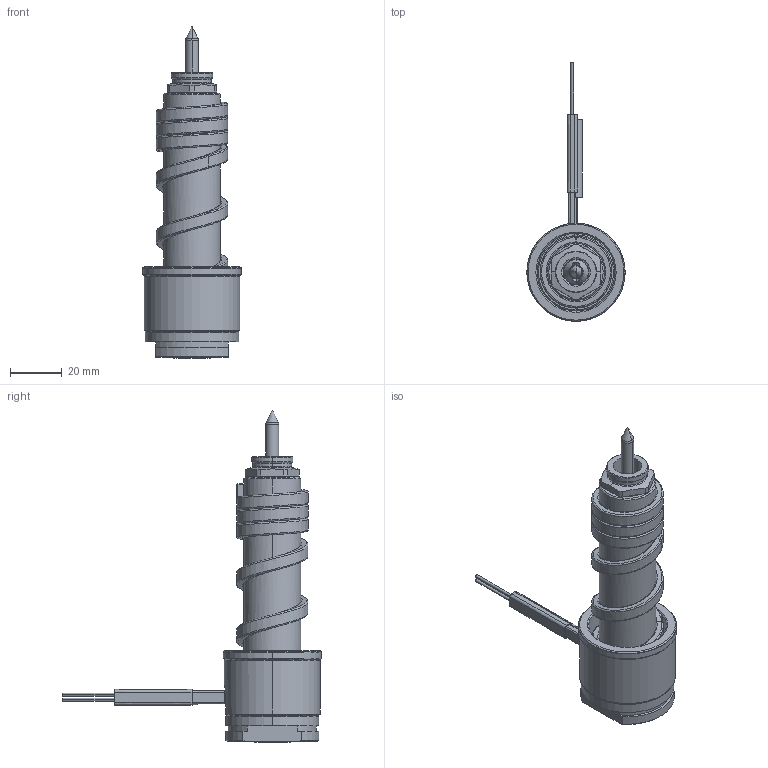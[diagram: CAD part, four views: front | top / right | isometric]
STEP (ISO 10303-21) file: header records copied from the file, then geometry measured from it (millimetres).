
FILE_DESCRIPTION((''),'2;1');
FILE_NAME('LS-116-BKV-N','2014-03-03T',('Íàòàëüÿ'),('IMID'),'PRO/ENGINEER BY PARAMETRIC TECHNOLOGY CORPORATION, 2010180','PRO/ENGINEER BY PARAMETRIC TECHNOLOGY CORPORATION, 2010180','');
FILE_SCHEMA(('CONFIG_CONTROL_DESIGN'));
Length unit declared in the file: millimetre
Products named in the file (1): LS-116-BKV-N
Bounding box: 38 x 100 x 128.2 mm (x, y, z)
Volume: 60766.4 mm3; surface area: 27912 mm2
Topology: 1 solids, 9 shells, 325 faces, 808 edges, 478 vertices
Faces by surface type: cylinder 108, cone 62, bspline 54, plane 51, torus 33, revolution 9, extrusion 8
Entity records: 16913 total; most frequent: CARTESIAN_POINT 9543, ORIENTED_EDGE 1572, DIRECTION 1445, EDGE_CURVE 798, AXIS2_PLACEMENT_3D 575, VERTEX_POINT 478, EDGE_LOOP 348, FACE_OUTER_BOUND 325
